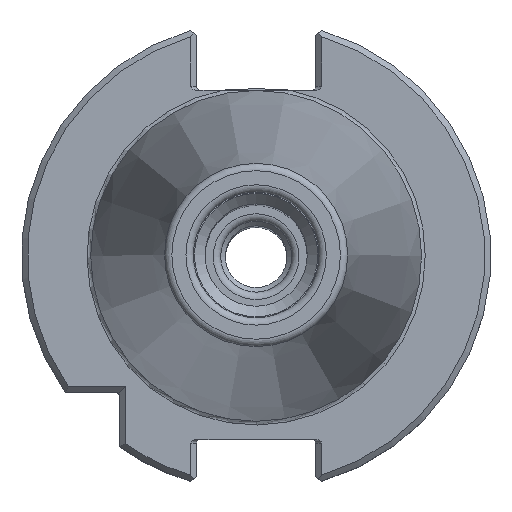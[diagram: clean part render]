
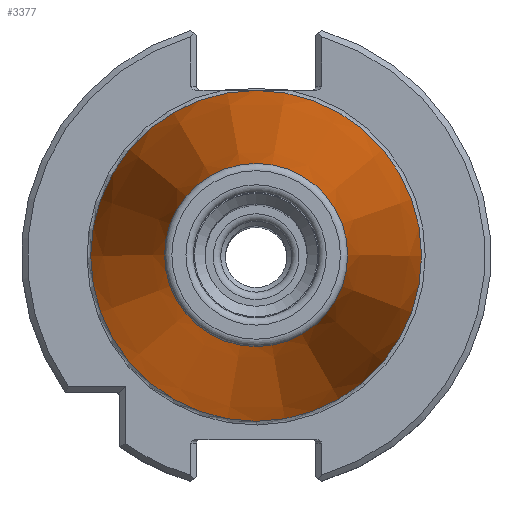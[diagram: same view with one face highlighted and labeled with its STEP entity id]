
A CAD part, top view. The second image highlights one B-rep face of the part: STEP entity #3377.
In plain terms, the highlighted conical face has half-angle 8.297 degrees and reference radius 22.395 mm.
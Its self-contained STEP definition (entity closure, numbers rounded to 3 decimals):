
#128=CONICAL_SURFACE('',#3636,22.395,0.145);
#819=ORIENTED_EDGE('',*,*,#1182,.T.);
#820=ORIENTED_EDGE('',*,*,#1195,.F.);
#1182=EDGE_CURVE('',#1412,#1412,#1554,.T.);
#1195=EDGE_CURVE('',#1416,#1416,#1565,.T.);
#1412=VERTEX_POINT('',#5049);
#1416=VERTEX_POINT('',#5079);
#1554=CIRCLE('',#3613,22.395);
#1565=CIRCLE('',#3637,12.397);
#1728=EDGE_LOOP('',(#819));
#1729=EDGE_LOOP('',(#820));
#1971=FACE_BOUND('',#1728,.T.);
#1972=FACE_BOUND('',#1729,.T.);
#3377=ADVANCED_FACE('',(#1971,#1972),#128,.T.);
#3613=AXIS2_PLACEMENT_3D('',#5048,#4194,#4195);
#3636=AXIS2_PLACEMENT_3D('',#5077,#4242,#4243);
#3637=AXIS2_PLACEMENT_3D('',#5078,#4244,#4245);
#4194=DIRECTION('',(0.,0.,1.));
#4195=DIRECTION('',(1.,0.,0.));
#4242=DIRECTION('',(0.,0.,-1.));
#4243=DIRECTION('',(-1.,0.,0.));
#4244=DIRECTION('',(0.,0.,1.));
#4245=DIRECTION('',(1.,0.,0.));
#5048=CARTESIAN_POINT('',(0.,0.,-1.163));
#5049=CARTESIAN_POINT('',(22.395,0.,-1.163));
#5077=CARTESIAN_POINT('',(0.,0.,-1.163));
#5078=CARTESIAN_POINT('',(0.,0.,67.394));
#5079=CARTESIAN_POINT('',(12.397,0.,67.394));
